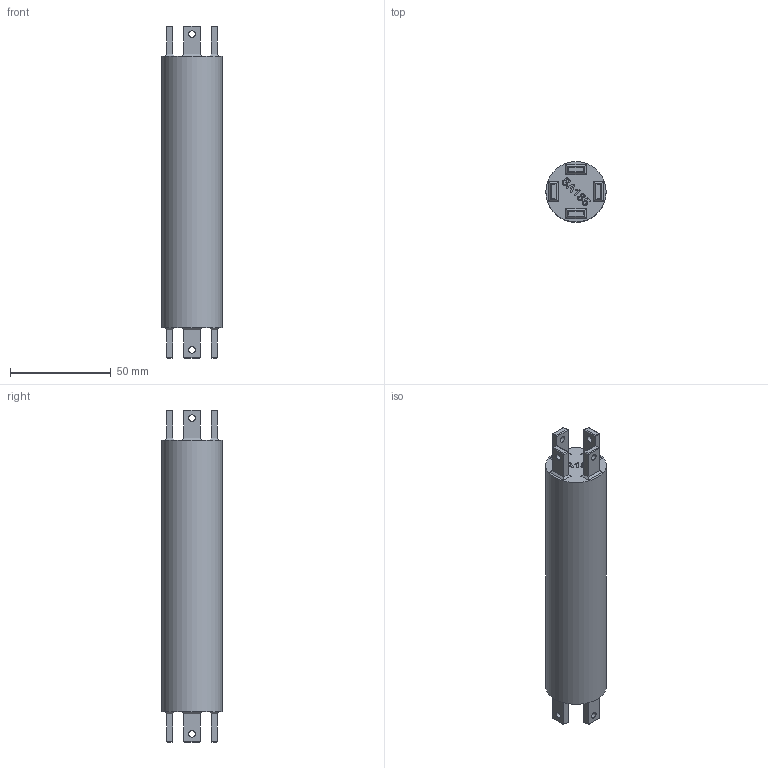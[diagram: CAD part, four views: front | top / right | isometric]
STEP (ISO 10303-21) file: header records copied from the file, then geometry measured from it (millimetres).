
FILE_DESCRIPTION(('HOOPS Exchange Step'),'2;1');
FILE_NAME('temp_export','2025-01-14T19:34:39+10:00',('mobile'),('Shapr3D Limited'),'HOOPS Exchange 2024.6','Shapr3D','Authorized');
FILE_SCHEMA( ('AP242_MANAGED_MODEL_BASED_3D_ENGINEERING_MIM_LF {1 0 10303 442 1 1 4 }') );
Length unit declared in the file: millimetre
Products named in the file (1): root
Bounding box: 30 x 30 x 165 mm (x, y, z)
Volume: 98168.2 mm3; surface area: 16857.3 mm2
Topology: 1 solids, 1 shells, 199 faces, 480 edges, 303 vertices
Faces by surface type: plane 116, bspline 42, cylinder 41
Full cylindrical faces by diameter (mm): 3.2 x8, 30 x1
Entity records: 8077 total; most frequent: CARTESIAN_POINT 3618, ORIENTED_EDGE 960, DIRECTION 777, EDGE_CURVE 480, VECTOR 333, LINE 333, VERTEX_POINT 303, EDGE_LOOP 235
